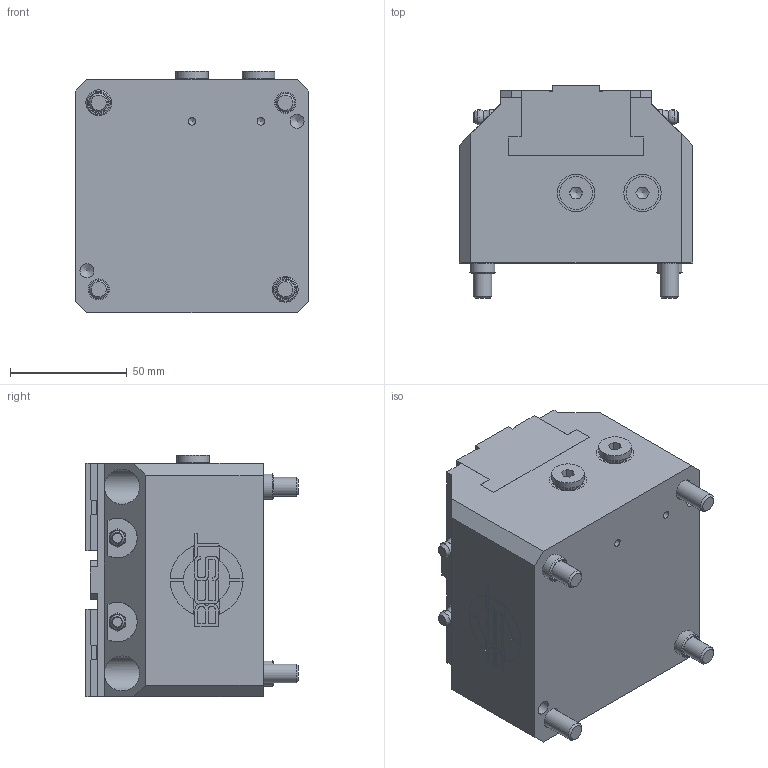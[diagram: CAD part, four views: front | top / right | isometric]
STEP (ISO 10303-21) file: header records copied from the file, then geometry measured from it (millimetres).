
FILE_DESCRIPTION((''),'2;1');
FILE_NAME('100-0100-001 Kunde.stp','2015-01-16T11:39:31',('adam'),(''),'Autodesk Inventor 2013','Autodesk Inventor 2013','');
FILE_SCHEMA(('AUTOMOTIVE_DESIGN { 1 0 10303 214 1 1 1 1 }'));
Length unit declared in the file: millimetre
Products named in the file (1): 100-0100-001 Kunde
Bounding box: 100 x 91 x 103.52 mm (x, y, z)
Volume: 643072.6 mm3; surface area: 76078.9 mm2
Topology: 1 solids, 10 shells, 602 faces, 1500 edges, 936 vertices
Faces by surface type: plane 349, cylinder 129, cone 100, torus 18, sphere 6
Full cylindrical faces by diameter (mm): 3.242 x2, 4 x3, 4.917 x22, 6 x4, 8 x4, 8.566 x2, 9 x4, 10.2 x2, 13 x4, 13.4 x2, 14 x2, 15 x4, 16 x2
Entity records: 16885 total; most frequent: CARTESIAN_POINT 3040, DIRECTION 2716, ORIENTED_EDGE 2590, EDGE_CURVE 1295, AXIS2_PLACEMENT_3D 956, VERTEX_POINT 866, VECTOR 804, LINE 804
